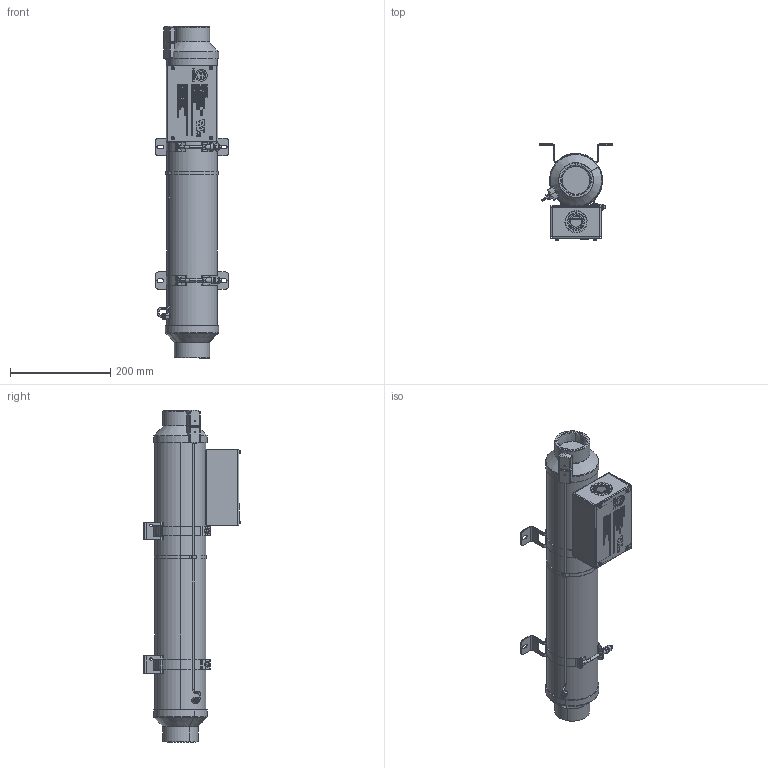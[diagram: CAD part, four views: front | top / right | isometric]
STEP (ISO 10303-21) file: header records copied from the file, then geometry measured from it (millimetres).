
FILE_DESCRIPTION (( 'STEP AP203' ), '1' );
FILE_NAME ('FT400 LG 2F-2F-TF1 SEP2017 203.STEP', '2017-09-01T14:52:41', ( '' ), ( '' ), 'SwSTEP 2.0', 'SolidWorks 2017', '' );
FILE_SCHEMA (( 'CONFIG_CONTROL_DESIGN' ));
Products named in the file (1): FT400 LG 2F-2F-TF1 SEP2017 203
Bounding box: 145.59 x 191.69 x 662.74 mm (x, y, z)
Volume: 670540.3 mm3; surface area: 686429.5 mm2
Topology: 324 solids, 324 shells, 5477 faces, 14168 edges, 9318 vertices
Faces by surface type: plane 3371, bspline 1309, cylinder 537, cone 248, torus 12
Entity records: 172774 total; most frequent: CARTESIAN_POINT 46938, ORIENTED_EDGE 28304, DIRECTION 21210, EDGE_CURVE 14152, LINE 9940, VECTOR 9940, VERTEX_POINT 9318, EDGE_LOOP 5788
